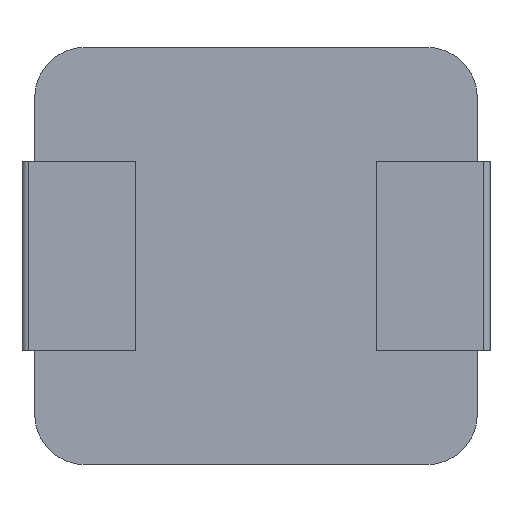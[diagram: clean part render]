
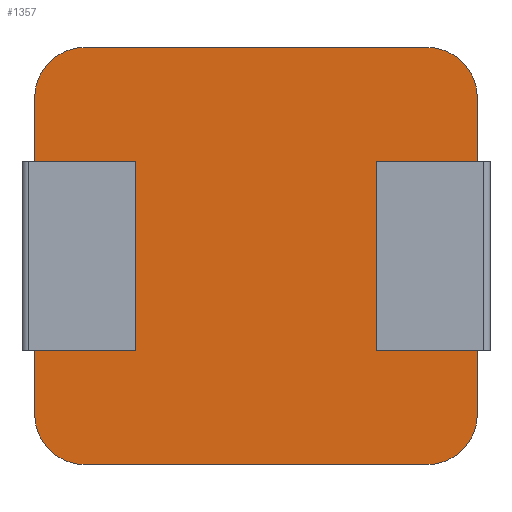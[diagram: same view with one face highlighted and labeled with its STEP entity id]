
A CAD part, front view. The second image highlights one B-rep face of the part: STEP entity #1357.
In plain terms, the highlighted planar face has unit normal (0, -1, 0).
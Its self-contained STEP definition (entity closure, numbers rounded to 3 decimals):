
#6 = CARTESIAN_POINT ( 'NONE',  ( 2.7, 0., -2.5 ) ) ;
#19 = VECTOR ( 'NONE', #1417, 1000. ) ;
#44 = ORIENTED_EDGE ( 'NONE', *, *, #1621, .F. ) ;
#46 = ORIENTED_EDGE ( 'NONE', *, *, #1369, .F. ) ;
#72 = CARTESIAN_POINT ( 'NONE',  ( -3.5, 0., 2.5 ) ) ;
#79 = ORIENTED_EDGE ( 'NONE', *, *, #488, .F. ) ;
#84 = DIRECTION ( 'NONE',  ( 1., 0., 0. ) ) ;
#117 = AXIS2_PLACEMENT_3D ( 'NONE', #998, #469, #124 ) ;
#124 = DIRECTION ( 'NONE',  ( 0., 0., -1. ) ) ;
#133 = ORIENTED_EDGE ( 'NONE', *, *, #218, .F. ) ;
#168 = CARTESIAN_POINT ( 'NONE',  ( -3.5, 0., -1.5 ) ) ;
#176 = LINE ( 'NONE', #168, #844 ) ;
#191 = VECTOR ( 'NONE', #84, 1000. ) ;
#194 = DIRECTION ( 'NONE',  ( -1., 0., 0. ) ) ;
#199 = FACE_OUTER_BOUND ( 'NONE', #1630, .T. ) ;
#218 = EDGE_CURVE ( 'NONE', #1822, #1135, #463, .T. ) ;
#225 = EDGE_CURVE ( 'NONE', #1087, #785, #2029, .T. ) ;
#230 = DIRECTION ( 'NONE',  ( 0., 0., -1. ) ) ;
#235 = VERTEX_POINT ( 'NONE', #1533 ) ;
#252 = CARTESIAN_POINT ( 'NONE',  ( -3.5, 0., -2.5 ) ) ;
#261 = AXIS2_PLACEMENT_3D ( 'NONE', #2133, #272, #1502 ) ;
#272 = DIRECTION ( 'NONE',  ( 0., 1., 0. ) ) ;
#277 = VERTEX_POINT ( 'NONE', #436 ) ;
#286 = CARTESIAN_POINT ( 'NONE',  ( 3.5, 0., 1.5 ) ) ;
#298 = VECTOR ( 'NONE', #976, 1000. ) ;
#329 = DIRECTION ( 'NONE',  ( 0., 1., 0. ) ) ;
#367 = EDGE_CURVE ( 'NONE', #1817, #1087, #830, .T. ) ;
#380 = EDGE_CURVE ( 'NONE', #1144, #944, #2156, .T. ) ;
#381 = EDGE_CURVE ( 'NONE', #1536, #1015, #1789, .T. ) ;
#389 = ORIENTED_EDGE ( 'NONE', *, *, #225, .F. ) ;
#404 = CARTESIAN_POINT ( 'NONE',  ( 2.7, 0., -3.3 ) ) ;
#436 = CARTESIAN_POINT ( 'NONE',  ( -3.5, 0., -1.5 ) ) ;
#463 = LINE ( 'NONE', #1665, #191 ) ;
#469 = DIRECTION ( 'NONE',  ( 0., 1., 0. ) ) ;
#470 = LINE ( 'NONE', #483, #298 ) ;
#483 = CARTESIAN_POINT ( 'NONE',  ( 3.5, 0., 1.5 ) ) ;
#486 = VECTOR ( 'NONE', #883, 1000. ) ;
#488 = EDGE_CURVE ( 'NONE', #944, #235, #1214, .T. ) ;
#516 = ORIENTED_EDGE ( 'NONE', *, *, #1210, .T. ) ;
#560 = PLANE ( 'NONE',  #1889 ) ;
#566 = CARTESIAN_POINT ( 'NONE',  ( 3.5, 0., 2.5 ) ) ;
#603 = VECTOR ( 'NONE', #897, 1000. ) ;
#611 = DIRECTION ( 'NONE',  ( 0., 0., -1. ) ) ;
#644 = EDGE_CURVE ( 'NONE', #1817, #1477, #1512, .T. ) ;
#677 = VERTEX_POINT ( 'NONE', #252 ) ;
#688 = CARTESIAN_POINT ( 'NONE',  ( 1.9, 0., -1.5 ) ) ;
#694 = ORIENTED_EDGE ( 'NONE', *, *, #367, .F. ) ;
#713 = DIRECTION ( 'NONE',  ( 0., 0., -1. ) ) ;
#723 = EDGE_CURVE ( 'NONE', #1015, #2230, #470, .T. ) ;
#748 = VECTOR ( 'NONE', #1191, 1000. ) ;
#766 = DIRECTION ( 'NONE',  ( 0., 0., -1. ) ) ;
#784 = ORIENTED_EDGE ( 'NONE', *, *, #2298, .T. ) ;
#785 = VERTEX_POINT ( 'NONE', #1786 ) ;
#808 = ORIENTED_EDGE ( 'NONE', *, *, #1871, .F. ) ;
#819 = VERTEX_POINT ( 'NONE', #688 ) ;
#830 = LINE ( 'NONE', #1734, #603 ) ;
#832 = AXIS2_PLACEMENT_3D ( 'NONE', #6, #329, #713 ) ;
#844 = VECTOR ( 'NONE', #194, 1000. ) ;
#855 = EDGE_CURVE ( 'NONE', #1135, #1536, #1078, .T. ) ;
#858 = AXIS2_PLACEMENT_3D ( 'NONE', #1391, #2123, #1220 ) ;
#879 = VECTOR ( 'NONE', #766, 1000. ) ;
#883 = DIRECTION ( 'NONE',  ( -1., 0., 0. ) ) ;
#892 = EDGE_CURVE ( 'NONE', #785, #1822, #1375, .T. ) ;
#897 = DIRECTION ( 'NONE',  ( -1., 0., 0. ) ) ;
#944 = VERTEX_POINT ( 'NONE', #404 ) ;
#976 = DIRECTION ( 'NONE',  ( -1., 0., 0. ) ) ;
#998 = CARTESIAN_POINT ( 'NONE',  ( -2.7, 0., -2.5 ) ) ;
#1015 = VERTEX_POINT ( 'NONE', #286 ) ;
#1037 = CARTESIAN_POINT ( 'NONE',  ( 3.5, 0., 2.5 ) ) ;
#1078 = CIRCLE ( 'NONE', #858, 0.8 ) ;
#1087 = VERTEX_POINT ( 'NONE', #1568 ) ;
#1091 = VECTOR ( 'NONE', #1614, 1000. ) ;
#1093 = CARTESIAN_POINT ( 'NONE',  ( 3.5, 0., -1.5 ) ) ;
#1094 = CARTESIAN_POINT ( 'NONE',  ( 1.9, 0., 1.5 ) ) ;
#1115 = CIRCLE ( 'NONE', #117, 0.8 ) ;
#1121 = VECTOR ( 'NONE', #2309, 1000. ) ;
#1127 = CARTESIAN_POINT ( 'NONE',  ( 2.7, 0., -2.5 ) ) ;
#1135 = VERTEX_POINT ( 'NONE', #1941 ) ;
#1144 = VERTEX_POINT ( 'NONE', #1207 ) ;
#1177 = ORIENTED_EDGE ( 'NONE', *, *, #1288, .F. ) ;
#1191 = DIRECTION ( 'NONE',  ( 0., 0., 1. ) ) ;
#1207 = CARTESIAN_POINT ( 'NONE',  ( 3.5, 0., -2.5 ) ) ;
#1210 = EDGE_CURVE ( 'NONE', #2216, #819, #1773, .T. ) ;
#1214 = LINE ( 'NONE', #1579, #1121 ) ;
#1220 = DIRECTION ( 'NONE',  ( 0., 0., 1. ) ) ;
#1284 = CARTESIAN_POINT ( 'NONE',  ( -1.9, 0., 1.5 ) ) ;
#1288 = EDGE_CURVE ( 'NONE', #2230, #819, #1991, .T. ) ;
#1298 = CARTESIAN_POINT ( 'NONE',  ( -1.9, 0., -1.5 ) ) ;
#1316 = DIRECTION ( 'NONE',  ( 0., 0., 1. ) ) ;
#1318 = ORIENTED_EDGE ( 'NONE', *, *, #723, .F. ) ;
#1357 = ADVANCED_FACE ( 'NONE', ( #199 ), #560, .T. ) ;
#1369 = EDGE_CURVE ( 'NONE', #2216, #1144, #2212, .T. ) ;
#1375 = CIRCLE ( 'NONE', #261, 0.8 ) ;
#1379 = CARTESIAN_POINT ( 'NONE',  ( 3.5, 0., -1.5 ) ) ;
#1391 = CARTESIAN_POINT ( 'NONE',  ( 2.7, 0., 2.5 ) ) ;
#1415 = VECTOR ( 'NONE', #1316, 1000. ) ;
#1417 = DIRECTION ( 'NONE',  ( 0., 0., -1. ) ) ;
#1477 = VERTEX_POINT ( 'NONE', #1298 ) ;
#1502 = DIRECTION ( 'NONE',  ( 0., 0., -1. ) ) ;
#1504 = DIRECTION ( 'NONE',  ( 0., -1., 0. ) ) ;
#1512 = LINE ( 'NONE', #1525, #1628 ) ;
#1525 = CARTESIAN_POINT ( 'NONE',  ( -1.9, 0., 1.5 ) ) ;
#1533 = CARTESIAN_POINT ( 'NONE',  ( -2.7, 0., -3.3 ) ) ;
#1536 = VERTEX_POINT ( 'NONE', #566 ) ;
#1568 = CARTESIAN_POINT ( 'NONE',  ( -3.5, 0., 1.5 ) ) ;
#1569 = LINE ( 'NONE', #1745, #748 ) ;
#1579 = CARTESIAN_POINT ( 'NONE',  ( -2.7, 0., -3.3 ) ) ;
#1614 = DIRECTION ( 'NONE',  ( 0., 0., -1. ) ) ;
#1621 = EDGE_CURVE ( 'NONE', #677, #277, #1569, .T. ) ;
#1628 = VECTOR ( 'NONE', #611, 1000. ) ;
#1630 = EDGE_LOOP ( 'NONE', ( #389, #694, #1749, #784, #44, #808, #79, #1697, #46, #516, #1177, #1318, #1699, #1886, #133, #2042 ) ) ;
#1665 = CARTESIAN_POINT ( 'NONE',  ( -2.7, 0., 3.3 ) ) ;
#1679 = CARTESIAN_POINT ( 'NONE',  ( 3.5, 0., 2.5 ) ) ;
#1697 = ORIENTED_EDGE ( 'NONE', *, *, #380, .F. ) ;
#1699 = ORIENTED_EDGE ( 'NONE', *, *, #381, .F. ) ;
#1734 = CARTESIAN_POINT ( 'NONE',  ( -3.5, 0., 1.5 ) ) ;
#1745 = CARTESIAN_POINT ( 'NONE',  ( -3.5, 0., 2.5 ) ) ;
#1749 = ORIENTED_EDGE ( 'NONE', *, *, #644, .T. ) ;
#1773 = LINE ( 'NONE', #1379, #486 ) ;
#1786 = CARTESIAN_POINT ( 'NONE',  ( -3.5, 0., 2.5 ) ) ;
#1789 = LINE ( 'NONE', #1037, #19 ) ;
#1817 = VERTEX_POINT ( 'NONE', #1284 ) ;
#1822 = VERTEX_POINT ( 'NONE', #1840 ) ;
#1840 = CARTESIAN_POINT ( 'NONE',  ( -2.7, 0., 3.3 ) ) ;
#1871 = EDGE_CURVE ( 'NONE', #235, #677, #1115, .T. ) ;
#1886 = ORIENTED_EDGE ( 'NONE', *, *, #855, .F. ) ;
#1889 = AXIS2_PLACEMENT_3D ( 'NONE', #1127, #1504, #230 ) ;
#1941 = CARTESIAN_POINT ( 'NONE',  ( 2.7, 0., 3.3 ) ) ;
#1948 = CARTESIAN_POINT ( 'NONE',  ( 1.9, 0., 1.5 ) ) ;
#1991 = LINE ( 'NONE', #1094, #1091 ) ;
#2029 = LINE ( 'NONE', #72, #1415 ) ;
#2042 = ORIENTED_EDGE ( 'NONE', *, *, #892, .F. ) ;
#2123 = DIRECTION ( 'NONE',  ( 0., 1., 0. ) ) ;
#2133 = CARTESIAN_POINT ( 'NONE',  ( -2.7, 0., 2.5 ) ) ;
#2156 = CIRCLE ( 'NONE', #832, 0.8 ) ;
#2212 = LINE ( 'NONE', #1679, #879 ) ;
#2216 = VERTEX_POINT ( 'NONE', #1093 ) ;
#2230 = VERTEX_POINT ( 'NONE', #1948 ) ;
#2298 = EDGE_CURVE ( 'NONE', #1477, #277, #176, .T. ) ;
#2309 = DIRECTION ( 'NONE',  ( -1., 0., 0. ) ) ;
